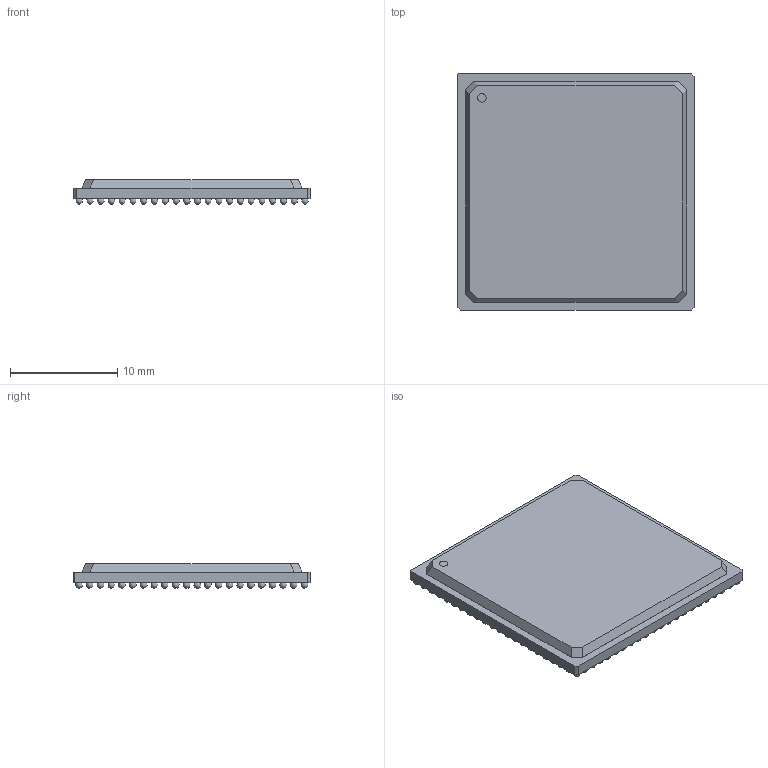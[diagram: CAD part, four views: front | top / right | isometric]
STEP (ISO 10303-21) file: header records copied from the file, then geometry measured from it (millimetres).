
FILE_DESCRIPTION(/* description */ ('model of BGA-484_22x22_23.0x23.0mm_Pitch1.0mm'),/* implementation_level */ '2;1');
FILE_NAME(/* name */ 'BGA-484_22x22_23.0x23.0mm_Pitch1.0mm.step',/* time_stamp */ '2017-06-13T10:53:11',/* author */ ('kicad StepUp','ksu'),/* organization */ ('FreeCAD'),/* preprocessor_version */ 'OCC',/* originating_system */ 'kicad StepUp',/* authorisation */ '');
FILE_SCHEMA(('AUTOMOTIVE_DESIGN_CC2 { 1 2 10303 214 -1 1 5 4 }'));
Length unit declared in the file: millimetre
Products named in the file (1): BGA_484_22x22_230x230mm_Pitch10mm
Bounding box: 22 x 22 x 2.31 mm (x, y, z)
Volume: 817 mm3; surface area: 1165.9 mm2
Topology: 1 solids, 1 shells, 113 faces, 319 edges, 210 vertices
Faces by surface type: sphere 84, plane 24, bspline 4, cylinder 1
Full cylindrical faces by diameter (mm): 0.8 x1
Entity records: 4117 total; most frequent: DIRECTION 617, CARTESIAN_POINT 579, ORIENTED_EDGE 470, AXIS2_PLACEMENT_3D 280, EDGE_CURVE 235, VERTEX_POINT 210, FACE_BOUND 199, EDGE_LOOP 199
